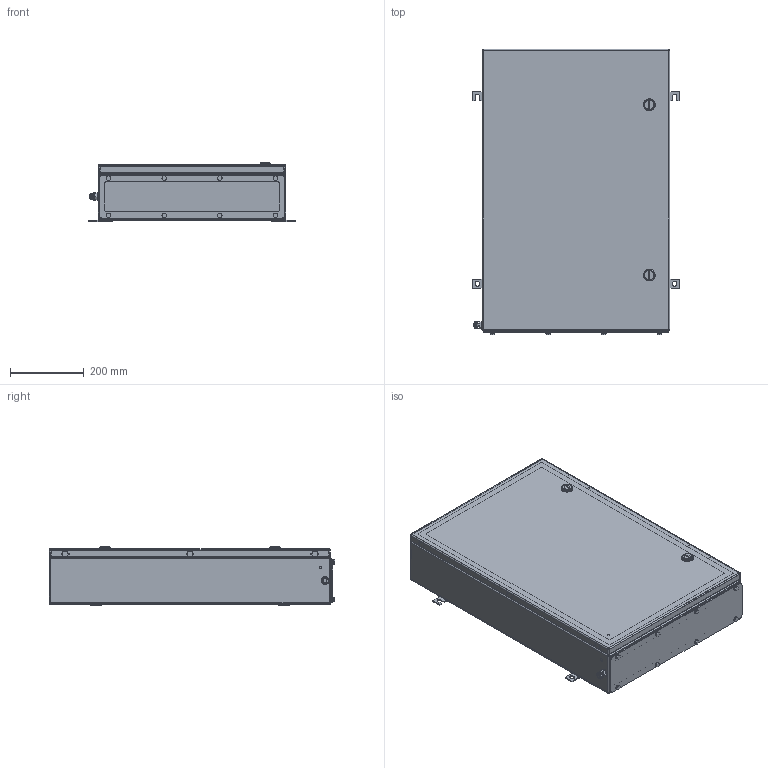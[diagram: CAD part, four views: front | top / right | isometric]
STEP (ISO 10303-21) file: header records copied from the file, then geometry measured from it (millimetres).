
FILE_DESCRIPTION(('CATIA V5 STEP Exchange','CAx-IF Rec.Pracs.--- Model Styling and Organization---1.4--- 2014-01-23'),'2;1');
FILE_NAME ('008850-8_3_1200780000_1200780000.stp','2019-09-23T09:36:35+00:00',('none'),('Weidmueller'),'CATIA Version 5-6 Release 2016 SP3 HF44','CATIA V5 STEP AP214','none');
FILE_SCHEMA(('AUTOMOTIVE_DESIGN { 1 0 10303 214 1 1 1 1 }'));
Length unit declared in the file: millimetre
Products named in the file (1): ZUB_KTB_QL_765015_1GP
Bounding box: 559 x 773 x 159.8 mm (x, y, z)
Volume: 2301218.2 mm3; surface area: 2775220.3 mm2
Topology: 74 solids, 76 shells, 1456 faces, 3362 edges, 2101 vertices
Faces by surface type: plane 678, cylinder 578, cone 146, sphere 24, torus 22, bspline 8
Entity records: 39144 total; most frequent: CARTESIAN_POINT 7994, ORIENTED_EDGE 6600, DIRECTION 5303, EDGE_CURVE 3300, AXIS2_PLACEMENT_3D 2293, VERTEX_POINT 2101, VECTOR 1904, LINE 1904
